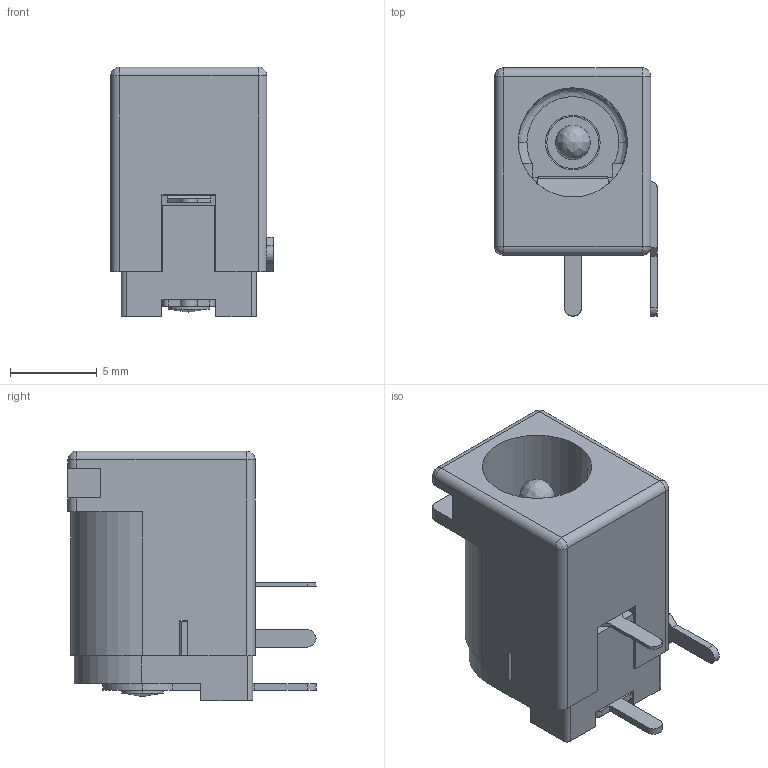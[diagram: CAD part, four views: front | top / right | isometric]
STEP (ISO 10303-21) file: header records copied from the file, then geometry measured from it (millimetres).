
FILE_DESCRIPTION (( 'STEP AP214' ), '1' );
FILE_NAME ('54-00133.STEP', '2023-07-17T05:24:11', ( '' ), ( '' ), 'SwSTEP 2.0', 'SolidWorks 2021', '' );
FILE_SCHEMA (( 'AUTOMOTIVE_DESIGN' ));
Length unit declared in the file: millimetre
Products named in the file (2): 54-00133; 54-00133_54-00133
Assembly tree (1 placements, depth 2):
  54-00133
    54-00133_54-00133
Bounding box: 9.36 x 14.3 x 14.4 mm (x, y, z)
Volume: 708.8 mm3; surface area: 1662.3 mm2
Topology: 6 solids, 6 shells, 200 faces, 543 edges, 350 vertices
Faces by surface type: plane 128, cylinder 59, bspline 11, cone 2
Entity records: 6757 total; most frequent: CARTESIAN_POINT 1662, ORIENTED_EDGE 1064, DIRECTION 987, EDGE_CURVE 532, VECTOR 393, LINE 393, VERTEX_POINT 350, AXIS2_PLACEMENT_3D 297
